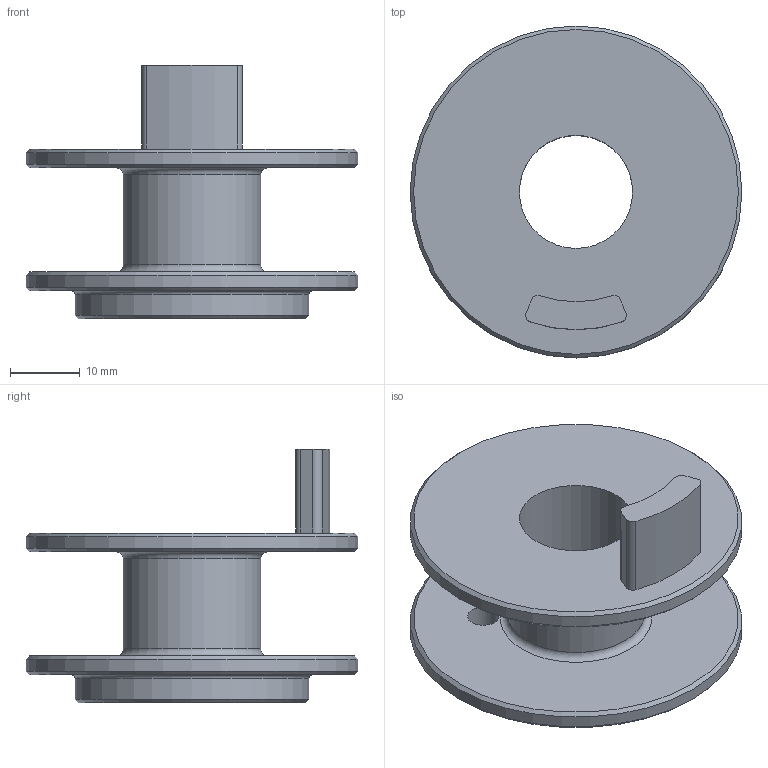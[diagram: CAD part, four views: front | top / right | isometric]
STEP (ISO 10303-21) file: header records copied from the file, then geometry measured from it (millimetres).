
FILE_DESCRIPTION(('FreeCAD Model'),'2;1');
FILE_NAME('Open CASCADE Shape Model','2023-07-03T21:29:03',(''),(''), 'Open CASCADE STEP processor 7.6','FreeCAD','Unknown');
FILE_SCHEMA(('AUTOMOTIVE_DESIGN { 1 0 10303 214 1 1 1 1 }'));
Length unit declared in the file: millimetre
Products named in the file (1): Body
Bounding box: 47.5 x 47.5 x 36.3 mm (x, y, z)
Volume: 12583.1 mm3; surface area: 9896 mm2
Topology: 1 solids, 1 shells, 41 faces, 94 edges, 58 vertices
Faces by surface type: cylinder 22, plane 11, cone 5, torus 3
Full cylindrical faces by diameter (mm): 4.5 x3, 16.2 x1, 19.7 x1, 33.5 x1, 47.5 x2
Entity records: 2518 total; most frequent: CARTESIAN_POINT 544, DIRECTION 400, ORIENTED_EDGE 188, PCURVE 188, DEFINITIONAL_REPRESENTATION 188, LINE 174, VECTOR 174, AXIS2_PLACEMENT_3D 103
